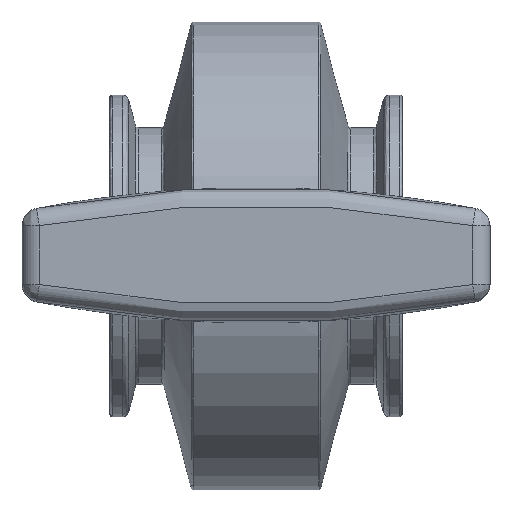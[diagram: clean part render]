
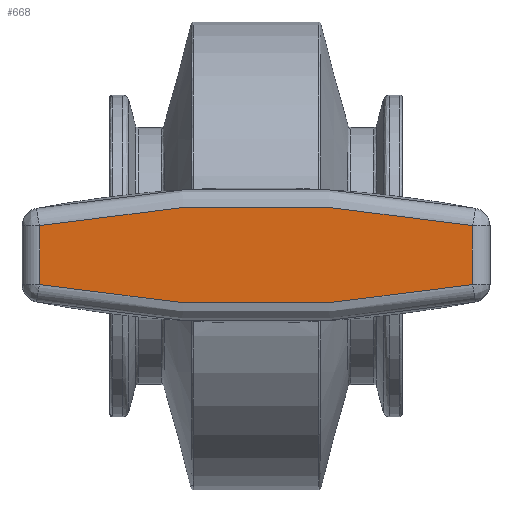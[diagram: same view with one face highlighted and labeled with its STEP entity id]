
A CAD part, top view. The second image highlights one B-rep face of the part: STEP entity #668.
In plain terms, the highlighted planar face has unit normal (0, 0, 1).
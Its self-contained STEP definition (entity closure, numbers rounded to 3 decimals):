
#55 = LINE ( 'NONE', #313, #1767 ) ;
#212 = EDGE_LOOP ( 'NONE', ( #295, #1772, #2214, #433 ) ) ;
#223 = DIRECTION ( 'NONE',  ( -1., 0., 0. ) ) ;
#295 = ORIENTED_EDGE ( 'NONE', *, *, #1970, .F. ) ;
#313 = CARTESIAN_POINT ( 'NONE',  ( -37., 188.459, 40. ) ) ;
#340 = CARTESIAN_POINT ( 'NONE',  ( -37., 5.035, 40. ) ) ;
#367 = CARTESIAN_POINT ( 'NONE',  ( -37., -5.035, 40. ) ) ;
#433 = ORIENTED_EDGE ( 'NONE', *, *, #1914, .F. ) ;
#629 = CARTESIAN_POINT ( 'NONE',  ( 37., -5.035, 40. ) ) ;
#638 = CARTESIAN_POINT ( 'NONE',  ( 37., 188.459, 40. ) ) ;
#668 = ADVANCED_FACE ( 'NONE', ( #2685 ), #1841, .F. ) ;
#686 = VECTOR ( 'NONE', #1095, 1000. ) ;
#734 = VERTEX_POINT ( 'NONE', #1631 ) ;
#809 = EDGE_CURVE ( 'NONE', #2364, #1599, #55, .T. ) ;
#816 = CARTESIAN_POINT ( 'NONE',  ( -37., 5.035, 40. ) ) ;
#830 = CARTESIAN_POINT ( 'NONE',  ( -12.481, -9.723, 40. ) ) ;
#1055 = VERTEX_POINT ( 'NONE', #2213 ) ;
#1085 = CARTESIAN_POINT ( 'NONE',  ( 12.481, -9.723, 40. ) ) ;
#1095 = DIRECTION ( 'NONE',  ( 0., -1., 0. ) ) ;
#1199 = EDGE_CURVE ( 'NONE', #1599, #734, #1397, .T. ) ;
#1267 =( BOUNDED_CURVE ( )  B_SPLINE_CURVE ( 3, ( #629, #1085, #830, #2236 ),
 .UNSPECIFIED., .F., .T. ) 
 B_SPLINE_CURVE_WITH_KNOTS ( ( 4, 4 ),
 ( 0., 1. ),
 .UNSPECIFIED. ) 
 CURVE ( )  GEOMETRIC_REPRESENTATION_ITEM ( )  RATIONAL_B_SPLINE_CURVE ( ( 1., 0.988, 0.988, 1. ) ) 
 REPRESENTATION_ITEM ( '' )  );
#1295 = AXIS2_PLACEMENT_3D ( 'NONE', #2305, #1383, #223 ) ;
#1360 = LINE ( 'NONE', #638, #686 ) ;
#1383 = DIRECTION ( 'NONE',  ( 0., 0., -1. ) ) ;
#1397 =( BOUNDED_CURVE ( )  B_SPLINE_CURVE ( 3, ( #816, #2861, #2449, #1962 ),
 .UNSPECIFIED., .F., .T. ) 
 B_SPLINE_CURVE_WITH_KNOTS ( ( 4, 4 ),
 ( 0., 1. ),
 .UNSPECIFIED. ) 
 CURVE ( )  GEOMETRIC_REPRESENTATION_ITEM ( )  RATIONAL_B_SPLINE_CURVE ( ( 1., 0.988, 0.988, 1. ) ) 
 REPRESENTATION_ITEM ( '' )  );
#1599 = VERTEX_POINT ( 'NONE', #340 ) ;
#1631 = CARTESIAN_POINT ( 'NONE',  ( 37., 5.035, 40. ) ) ;
#1767 = VECTOR ( 'NONE', #1869, 1000. ) ;
#1772 = ORIENTED_EDGE ( 'NONE', *, *, #1199, .F. ) ;
#1841 = PLANE ( 'NONE',  #1295 ) ;
#1869 = DIRECTION ( 'NONE',  ( 0., 1., 0. ) ) ;
#1914 = EDGE_CURVE ( 'NONE', #1055, #2364, #1267, .T. ) ;
#1962 = CARTESIAN_POINT ( 'NONE',  ( 37., 5.035, 40. ) ) ;
#1970 = EDGE_CURVE ( 'NONE', #734, #1055, #1360, .T. ) ;
#2213 = CARTESIAN_POINT ( 'NONE',  ( 37., -5.035, 40. ) ) ;
#2214 = ORIENTED_EDGE ( 'NONE', *, *, #809, .F. ) ;
#2236 = CARTESIAN_POINT ( 'NONE',  ( -37., -5.035, 40. ) ) ;
#2305 = CARTESIAN_POINT ( 'NONE',  ( 0., 188.459, 40. ) ) ;
#2364 = VERTEX_POINT ( 'NONE', #367 ) ;
#2449 = CARTESIAN_POINT ( 'NONE',  ( 12.481, 9.723, 40. ) ) ;
#2685 = FACE_OUTER_BOUND ( 'NONE', #212, .T. ) ;
#2861 = CARTESIAN_POINT ( 'NONE',  ( -12.481, 9.723, 40. ) ) ;
